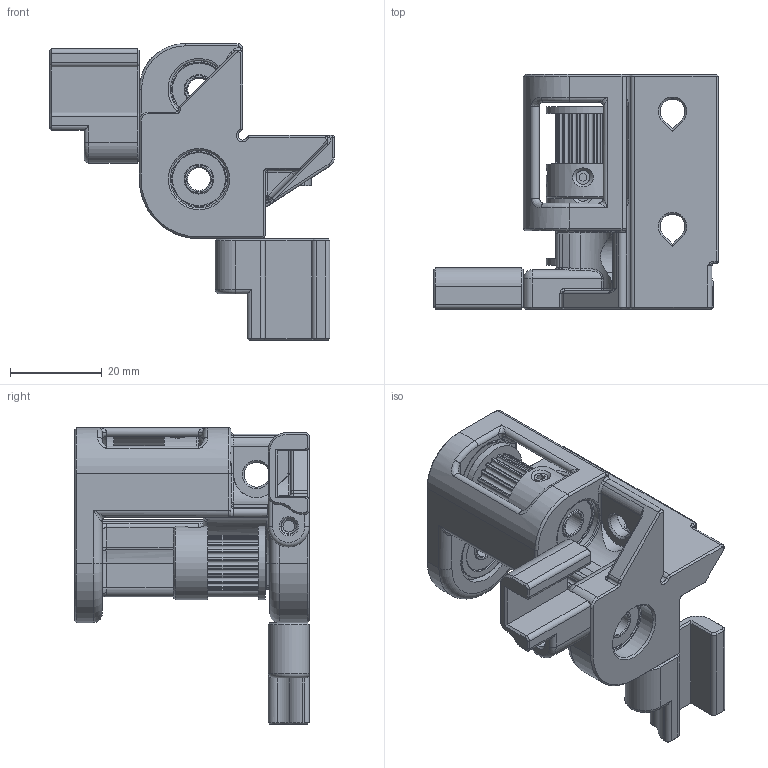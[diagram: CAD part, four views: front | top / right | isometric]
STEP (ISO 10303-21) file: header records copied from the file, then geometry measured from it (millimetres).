
FILE_DESCRIPTION(/* description */ (''),/* implementation_level */ '2;1');
FILE_NAME(/* name */ 'XDrive_F695.step',/* time_stamp */ '2024-05-24T10:50:17-04:00',/* author */ (''),/* organization */ (''),/* preprocessor_version */ 'ST-DEVELOPER v20',/* originating_system */ 'Autodesk Translation Framework v13.14.0.145',/* authorisation */ '');
FILE_SCHEMA (('AUTOMOTIVE_DESIGN { 1 0 10303 214 3 1 1 }'));
Length unit declared in the file: millimetre
Products named in the file (7): XDrive_F695_DoubleShearDoublePulley; XDrive_F695; Endstop_Y-MIN; Endstop_X-MAX; Bearings and Pulleys; Mellow GT2 20T 9mm Pulley; F695-2RS
Assembly tree (10 placements, depth 3):
  XDrive_F695_DoubleShearDoublePulley
    XDrive_F695
    Endstop_Y-MIN
    Endstop_X-MAX
    Bearings and Pulleys
      Mellow GT2 20T 9mm Pulley  x2
      F695-2RS  x4
Bounding box: 62.03 x 51.1 x 64.62 mm (x, y, z)
Volume: 34017.5 mm3; surface area: 21482.9 mm2
Topology: 13 solids, 13 shells, 846 faces, 2041 edges, 1246 vertices
Faces by surface type: cylinder 322, plane 305, cone 114, torus 50, bspline 46, sphere 9
Full cylindrical faces by diameter (mm): 2.5 x2, 3 x8, 3.4 x2, 5 x6, 6.5 x8, 11.5 x8, 12.5 x4, 13 x4, 15 x4, 16 x4, 16.5 x4
Entity records: 22581 total; most frequent: CARTESIAN_POINT 6806, DIRECTION 3387, ORIENTED_EDGE 3162, EDGE_CURVE 1581, AXIS2_PLACEMENT_3D 1250, VERTEX_POINT 960, LINE 887, VECTOR 887
